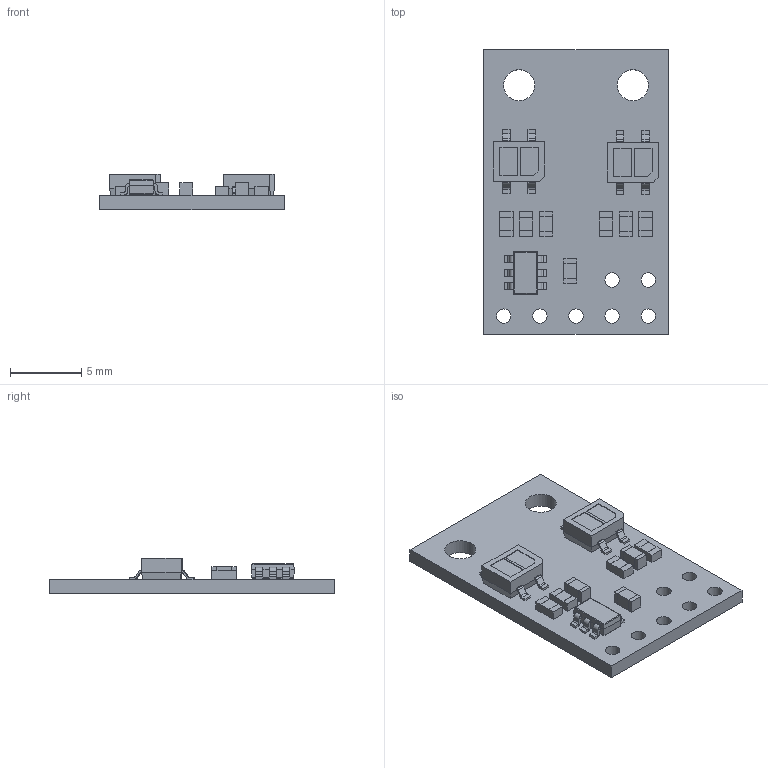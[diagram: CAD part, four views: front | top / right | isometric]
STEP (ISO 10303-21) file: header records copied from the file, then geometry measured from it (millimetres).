
FILE_DESCRIPTION (( 'STEP AP214' ), '1' );
FILE_NAME ('qtr-md-02x.step', '2018-09-28T18:30:22', ( '' ), ( '' ), 'SwSTEP 2.0', 'SolidWorks 2016', '' );
FILE_SCHEMA (( 'AUTOMOTIVE_DESIGN' ));
Length unit declared in the file: millimetre
Products named in the file (1): qtr-md-02x
Bounding box: 13 x 20 x 2.52 mm (x, y, z)
Volume: 294.5 mm3; surface area: 703.4 mm2
Topology: 1 solids, 1 shells, 677 faces, 1870 edges, 1232 vertices
Faces by surface type: plane 442, bspline 162, cylinder 73
Full cylindrical faces by diameter (mm): 1.016 x7, 2.184 x2
Entity records: 34268 total; most frequent: CARTESIAN_POINT 10527, ORIENTED_EDGE 3722, DIRECTION 2673, EDGE_CURVE 1861, LINE 1381, VECTOR 1381, VERTEX_POINT 1232, EDGE_LOOP 767
